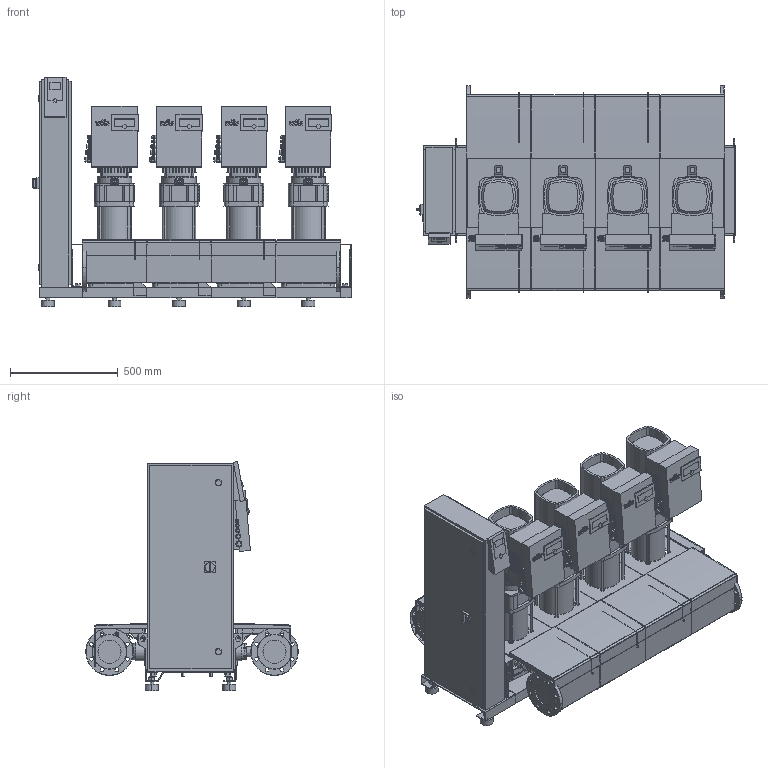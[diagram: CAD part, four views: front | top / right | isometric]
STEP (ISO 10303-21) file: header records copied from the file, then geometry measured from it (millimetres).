
FILE_DESCRIPTION((''),'2;1');
FILE_NAME('3d_SiBoostSmart4HelixEXCEL1603-2541603.stp','2016-08-24T10:30:26',(''),(''),'Mechanical Desktop 2009','Mechanical Desktop 2009',', , ');
FILE_SCHEMA(('CONFIG_CONTROL_DESIGN'));
Length unit declared in the file: millimetre
Products named in the file (1): Product
Bounding box: 1480 x 986 x 1063.4 mm (x, y, z)
Volume: 211719860.2 mm3; surface area: 18440815.6 mm2
Topology: 237 solids, 237 shells, 6371 faces, 16042 edges, 10401 vertices
Faces by surface type: bspline 2593, plane 2077, cylinder 1317, cone 226, torus 138, sphere 20
Entity records: 206214 total; most frequent: CARTESIAN_POINT 57387, ORIENTED_EDGE 32048, DIRECTION 28490, EDGE_CURVE 16024, VERTEX_POINT 10394, VECTOR 10220, LINE 10220, AXIS2_PLACEMENT_3D 9135
